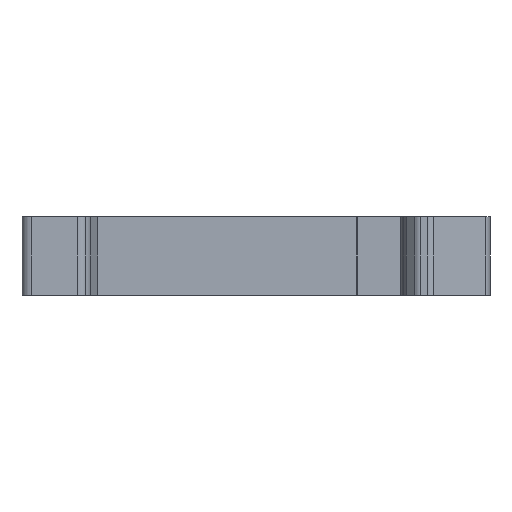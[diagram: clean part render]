
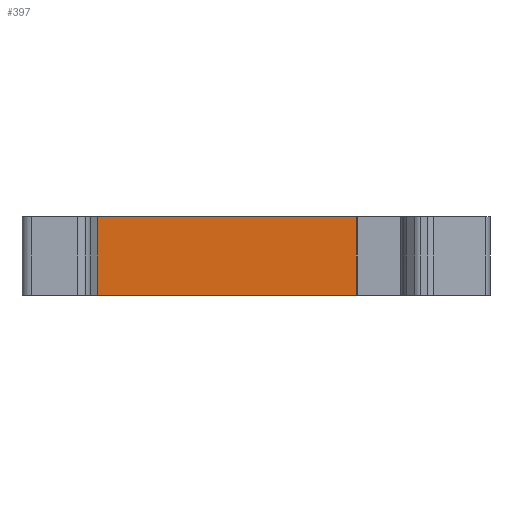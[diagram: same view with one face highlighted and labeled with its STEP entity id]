
A CAD part, front view. The second image highlights one B-rep face of the part: STEP entity #397.
In plain terms, the highlighted planar face has unit normal (0, -1, 0).
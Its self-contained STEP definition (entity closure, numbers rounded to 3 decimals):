
#397=ADVANCED_FACE('',(#759),#605,.T.);
#605=PLANE('',#4574);
#759=FACE_OUTER_BOUND('',#971,.T.);
#971=EDGE_LOOP('',(#1553,#1554,#1555,#1556));
#1553=ORIENTED_EDGE('',*,*,#3007,.T.);
#1554=ORIENTED_EDGE('',*,*,#3208,.T.);
#1555=ORIENTED_EDGE('',*,*,#3187,.F.);
#1556=ORIENTED_EDGE('',*,*,#3207,.F.);
#2568=VERTEX_POINT('',#6320);
#2569=VERTEX_POINT('',#6322);
#2728=VERTEX_POINT('',#6675);
#2729=VERTEX_POINT('',#6677);
#3007=EDGE_CURVE('',#2569,#2568,#3599,.T.);
#3187=EDGE_CURVE('',#2728,#2729,#3715,.T.);
#3207=EDGE_CURVE('',#2569,#2728,#3728,.T.);
#3208=EDGE_CURVE('',#2568,#2729,#3729,.T.);
#3599=LINE('',#6321,#4054);
#3715=LINE('',#6676,#4170);
#3728=LINE('',#6726,#4183);
#3729=LINE('',#6728,#4184);
#4054=VECTOR('',#5011,1.);
#4170=VECTOR('',#5285,1.);
#4183=VECTOR('',#5322,1.);
#4184=VECTOR('',#5325,1.);
#4574=AXIS2_PLACEMENT_3D('',#6729,#5326,#5327);
#5011=DIRECTION('',(-1.,0.,0.));
#5285=DIRECTION('',(-1.,0.,0.));
#5322=DIRECTION('',(0.,0.,-1.));
#5325=DIRECTION('',(0.,0.,-1.));
#5326=DIRECTION('',(0.,-1.,0.));
#5327=DIRECTION('',(0.,0.,1.));
#6320=CARTESIAN_POINT('',(53.028,-1.598,8.2));
#6321=CARTESIAN_POINT('',(53.428,-1.598,8.2));
#6322=CARTESIAN_POINT('',(82.778,-1.598,8.2));
#6675=CARTESIAN_POINT('',(82.778,-1.598,0.));
#6676=CARTESIAN_POINT('',(82.778,-1.598,0.));
#6677=CARTESIAN_POINT('',(53.028,-1.598,0.));
#6726=CARTESIAN_POINT('',(82.778,-1.598,8.2));
#6728=CARTESIAN_POINT('',(53.028,-1.598,8.2));
#6729=CARTESIAN_POINT('',(53.028,-1.598,0.));
